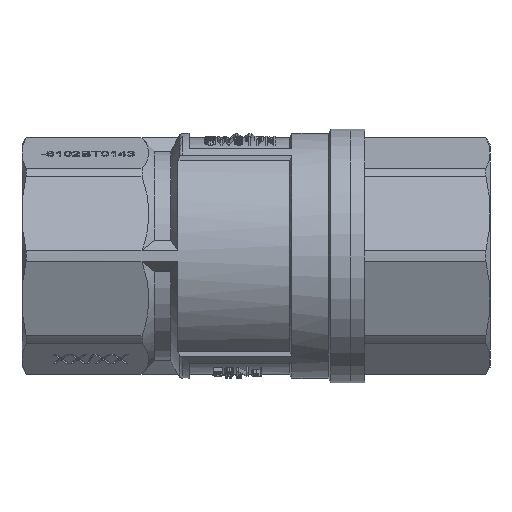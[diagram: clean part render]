
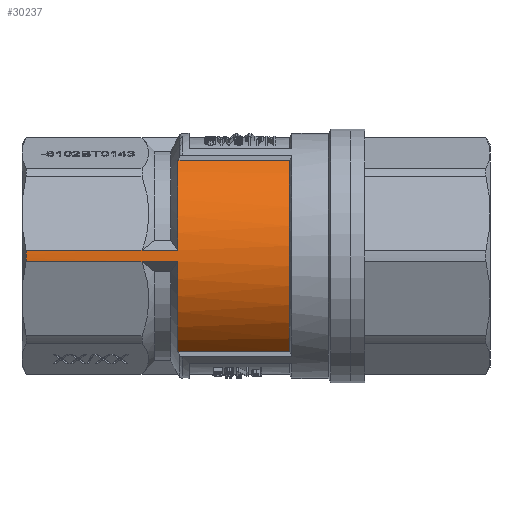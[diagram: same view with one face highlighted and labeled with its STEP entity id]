
A CAD part, front view. The second image highlights one B-rep face of the part: STEP entity #30237.
In plain terms, the highlighted cylindrical face has radius 21.25 mm (diameter 42.5 mm), a partial arc.
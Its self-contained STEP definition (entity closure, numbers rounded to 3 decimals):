
#1227=LINE('',#45217,#4532);
#1229=LINE('',#45264,#4534);
#1766=LINE('',#46647,#5071);
#1931=LINE('',#48364,#5236);
#1932=LINE('',#48365,#5237);
#1933=LINE('',#48366,#5238);
#4532=VECTOR('',#35543,1000.);
#4534=VECTOR('',#35549,1000.);
#5071=VECTOR('',#36158,1000.);
#5236=VECTOR('',#36393,1000.);
#5237=VECTOR('',#36394,1000.);
#5238=VECTOR('',#36395,1000.);
#10681=ORIENTED_EDGE('',*,*,#19302,.T.);
#10682=ORIENTED_EDGE('',*,*,#19496,.F.);
#10683=ORIENTED_EDGE('',*,*,#18838,.T.);
#10684=ORIENTED_EDGE('',*,*,#18723,.T.);
#10685=ORIENTED_EDGE('',*,*,#19497,.F.);
#10686=ORIENTED_EDGE('',*,*,#18828,.T.);
#10687=ORIENTED_EDGE('',*,*,#18716,.T.);
#10688=ORIENTED_EDGE('',*,*,#18675,.F.);
#10689=ORIENTED_EDGE('',*,*,#19498,.F.);
#10690=ORIENTED_EDGE('',*,*,#18825,.T.);
#18675=EDGE_CURVE('',#23173,#23174,#26151,.T.);
#18716=EDGE_CURVE('',#23210,#23174,#1227,.T.);
#18723=EDGE_CURVE('',#23212,#23215,#1229,.T.);
#18825=EDGE_CURVE('',#23314,#23313,#26185,.T.);
#18828=EDGE_CURVE('',#23316,#23210,#26188,.T.);
#18838=EDGE_CURVE('',#23323,#23212,#26194,.T.);
#19302=EDGE_CURVE('',#23313,#23777,#1766,.T.);
#19496=EDGE_CURVE('',#23323,#23777,#1931,.T.);
#19497=EDGE_CURVE('',#23316,#23215,#1932,.T.);
#19498=EDGE_CURVE('',#23314,#23173,#1933,.T.);
#23173=VERTEX_POINT('',#44983);
#23174=VERTEX_POINT('',#44984);
#23210=VERTEX_POINT('',#45218);
#23212=VERTEX_POINT('',#45239);
#23215=VERTEX_POINT('',#45263);
#23313=VERTEX_POINT('',#45556);
#23314=VERTEX_POINT('',#45558);
#23316=VERTEX_POINT('',#45564);
#23323=VERTEX_POINT('',#45629);
#23777=VERTEX_POINT('',#46646);
#26151=CIRCLE('',#32315,21.25);
#26185=CIRCLE('',#32367,21.25);
#26188=CIRCLE('',#32371,21.25);
#26194=CIRCLE('',#32378,21.25);
#26593=EDGE_LOOP('',(#10681,#10682,#10683,#10684,#10685,#10686,#10687,#10688,
#10689,#10690));
#28407=FACE_BOUND('',#26593,.T.);
#30019=CYLINDRICAL_SURFACE('',#32427,21.25);
#30237=ADVANCED_FACE('',(#28407),#30019,.T.);
#32315=AXIS2_PLACEMENT_3D('',#44982,#35453,#35454);
#32367=AXIS2_PLACEMENT_3D('',#45557,#35656,#35657);
#32371=AXIS2_PLACEMENT_3D('',#45563,#35664,#35665);
#32378=AXIS2_PLACEMENT_3D('',#45630,#35678,#35679);
#32427=AXIS2_PLACEMENT_3D('',#48363,#36391,#36392);
#35453=DIRECTION('',(1.,0.,0.));
#35454=DIRECTION('',(0.,-1.,0.));
#35543=DIRECTION('',(1.,0.,0.));
#35549=DIRECTION('',(1.,0.,0.));
#35656=DIRECTION('',(1.,0.,0.));
#35657=DIRECTION('',(0.,-1.,0.));
#35664=DIRECTION('',(1.,0.,0.));
#35665=DIRECTION('',(0.,-1.,0.));
#35678=DIRECTION('',(1.,0.,0.));
#35679=DIRECTION('',(0.,-0.924,-0.383));
#36158=DIRECTION('',(-1.,0.,0.));
#36391=DIRECTION('',(1.,0.,0.));
#36392=DIRECTION('',(0.,-0.924,-0.383));
#36393=DIRECTION('',(1.,0.,0.));
#36394=DIRECTION('',(-1.,0.,0.));
#36395=DIRECTION('',(1.,0.,0.));
#44982=CARTESIAN_POINT('',(6.,0.,0.));
#44983=CARTESIAN_POINT('',(6.,-12.5,17.185));
#44984=CARTESIAN_POINT('',(6.,-12.5,-17.185));
#45217=CARTESIAN_POINT('',(-14.,-12.5,-17.185));
#45218=CARTESIAN_POINT('',(-14.001,-12.5,-17.185));
#45239=CARTESIAN_POINT('',(-41.278,-21.226,-1.02));
#45263=CARTESIAN_POINT('',(-20.461,-21.226,-1.02));
#45264=CARTESIAN_POINT('',(-30.,-21.226,-1.02));
#45556=CARTESIAN_POINT('',(-14.001,-21.226,1.02));
#45557=CARTESIAN_POINT('',(-14.001,0.,0.));
#45558=CARTESIAN_POINT('',(-14.001,-12.5,17.185));
#45563=CARTESIAN_POINT('',(-14.001,0.,0.));
#45564=CARTESIAN_POINT('',(-14.001,-21.226,-1.02));
#45629=CARTESIAN_POINT('',(-41.278,-21.226,1.02));
#45630=CARTESIAN_POINT('',(-41.278,0.,0.));
#46646=CARTESIAN_POINT('',(-20.461,-21.226,1.02));
#46647=CARTESIAN_POINT('',(-18.,-21.226,1.02));
#48363=CARTESIAN_POINT('',(-14.,0.,0.));
#48364=CARTESIAN_POINT('',(-30.,-21.226,1.02));
#48365=CARTESIAN_POINT('',(-18.,-21.226,-1.02));
#48366=CARTESIAN_POINT('',(-14.,-12.5,17.185));
